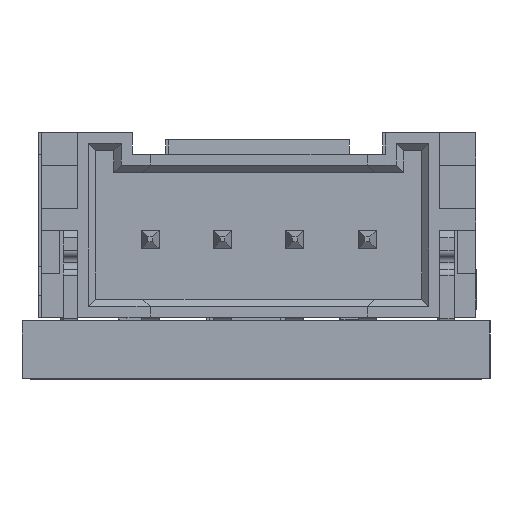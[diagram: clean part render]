
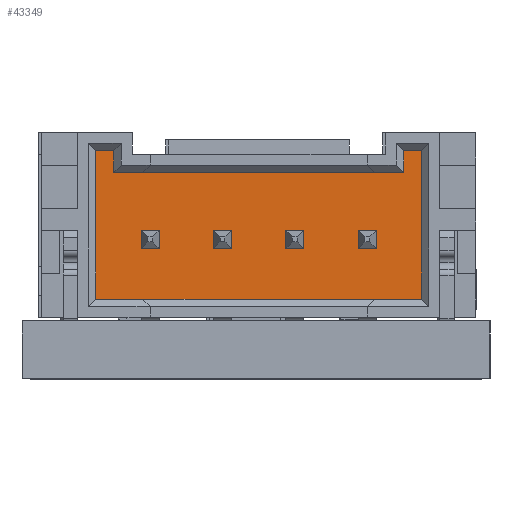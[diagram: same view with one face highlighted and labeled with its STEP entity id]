
A CAD part, left-side view. The second image highlights one B-rep face of the part: STEP entity #43349.
In plain terms, the highlighted face is planar.
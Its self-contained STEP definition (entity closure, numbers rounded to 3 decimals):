
#43042 = VERTEX_POINT('',#43043);
#43043 = CARTESIAN_POINT('',(-4.005,0.55,
    4.7));
#43060 = VERTEX_POINT('',#43061);
#43061 = CARTESIAN_POINT('',(-4.505,0.55,
    4.7));
#43067 = EDGE_CURVE('',#43060,#43042,#43068,.T.);
#43068 = LINE('',#43069,#43070);
#43069 = CARTESIAN_POINT('',(-4.005,0.55,
    4.7));
#43070 = VECTOR('',#43071,1.);
#43071 = DIRECTION('',(1.,0.,0.));
#43082 = VERTEX_POINT('',#43083);
#43083 = CARTESIAN_POINT('',(-4.005,0.55,
    4.1));
#43098 = EDGE_CURVE('',#43042,#43082,#43099,.T.);
#43099 = LINE('',#43100,#43101);
#43100 = CARTESIAN_POINT('',(-4.005,0.55,
    4.1));
#43101 = VECTOR('',#43102,1.);
#43102 = DIRECTION('',(0.,0.,-1.));
#43113 = VERTEX_POINT('',#43114);
#43114 = CARTESIAN_POINT('',(3.995,0.55,
    4.1));
#43161 = EDGE_CURVE('',#43082,#43113,#43162,.T.);
#43162 = LINE('',#43163,#43164);
#43163 = CARTESIAN_POINT('',(3.995,0.55,
    4.1));
#43164 = VECTOR('',#43165,1.);
#43165 = DIRECTION('',(1.,0.,0.));
#43176 = VERTEX_POINT('',#43177);
#43177 = CARTESIAN_POINT('',(3.995,0.55,
    4.7));
#43192 = EDGE_CURVE('',#43113,#43176,#43193,.T.);
#43193 = LINE('',#43194,#43195);
#43194 = CARTESIAN_POINT('',(3.995,0.55,
    4.7));
#43195 = VECTOR('',#43196,1.);
#43196 = DIRECTION('',(0.,0.,1.));
#43207 = VERTEX_POINT('',#43208);
#43208 = CARTESIAN_POINT('',(4.495,0.55,
    4.7));
#43223 = EDGE_CURVE('',#43176,#43207,#43224,.T.);
#43224 = LINE('',#43225,#43226);
#43225 = CARTESIAN_POINT('',(4.495,0.55,
    4.7));
#43226 = VECTOR('',#43227,1.);
#43227 = DIRECTION('',(1.,0.,0.));
#43238 = VERTEX_POINT('',#43239);
#43239 = CARTESIAN_POINT('',(4.495,0.55,
    0.6));
#43254 = EDGE_CURVE('',#43207,#43238,#43255,.T.);
#43255 = LINE('',#43256,#43257);
#43256 = CARTESIAN_POINT('',(4.495,0.55,
    0.6));
#43257 = VECTOR('',#43258,1.);
#43258 = DIRECTION('',(0.,0.,-1.));
#43285 = EDGE_CURVE('',#43238,#43286,#43288,.T.);
#43286 = VERTEX_POINT('',#43287);
#43287 = CARTESIAN_POINT('',(-4.505,0.55,
    0.6));
#43288 = LINE('',#43289,#43290);
#43289 = CARTESIAN_POINT('',(-4.505,0.55,
    0.6));
#43290 = VECTOR('',#43291,1.);
#43291 = DIRECTION('',(-1.,0.,0.));
#43339 = EDGE_CURVE('',#43286,#43060,#43340,.T.);
#43340 = LINE('',#43341,#43342);
#43341 = CARTESIAN_POINT('',(-4.505,0.55,
    4.7));
#43342 = VECTOR('',#43343,1.);
#43343 = DIRECTION('',(0.,0.,1.));
#43349 = ADVANCED_FACE('',(#43350,#43384,#43418,#43452,#43486),#43496,
  .T.);
#43350 = FACE_BOUND('',#43351,.T.);
#43351 = EDGE_LOOP('',(#43352,#43362,#43370,#43378));
#43352 = ORIENTED_EDGE('',*,*,#43353,.F.);
#43353 = EDGE_CURVE('',#43354,#43356,#43358,.T.);
#43354 = VERTEX_POINT('',#43355);
#43355 = CARTESIAN_POINT('',(3.245,0.55,
    2.));
#43356 = VERTEX_POINT('',#43357);
#43357 = CARTESIAN_POINT('',(3.245,0.55,
    2.5));
#43358 = LINE('',#43359,#43360);
#43359 = CARTESIAN_POINT('',(3.245,0.55,
    5.2));
#43360 = VECTOR('',#43361,1.);
#43361 = DIRECTION('',(0.,0.,1.));
#43362 = ORIENTED_EDGE('',*,*,#43363,.T.);
#43363 = EDGE_CURVE('',#43354,#43364,#43366,.T.);
#43364 = VERTEX_POINT('',#43365);
#43365 = CARTESIAN_POINT('',(2.745,0.55,
    2.));
#43366 = LINE('',#43367,#43368);
#43367 = CARTESIAN_POINT('',(-6.005,0.55,
    2.));
#43368 = VECTOR('',#43369,1.);
#43369 = DIRECTION('',(-1.,0.,0.));
#43370 = ORIENTED_EDGE('',*,*,#43371,.T.);
#43371 = EDGE_CURVE('',#43364,#43372,#43374,.T.);
#43372 = VERTEX_POINT('',#43373);
#43373 = CARTESIAN_POINT('',(2.745,0.55,
    2.5));
#43374 = LINE('',#43375,#43376);
#43375 = CARTESIAN_POINT('',(2.745,0.55,
    5.2));
#43376 = VECTOR('',#43377,1.);
#43377 = DIRECTION('',(0.,0.,1.));
#43378 = ORIENTED_EDGE('',*,*,#43379,.F.);
#43379 = EDGE_CURVE('',#43356,#43372,#43380,.T.);
#43380 = LINE('',#43381,#43382);
#43381 = CARTESIAN_POINT('',(-6.005,0.55,
    2.5));
#43382 = VECTOR('',#43383,1.);
#43383 = DIRECTION('',(-1.,0.,0.));
#43384 = FACE_BOUND('',#43385,.T.);
#43385 = EDGE_LOOP('',(#43386,#43396,#43404,#43412));
#43386 = ORIENTED_EDGE('',*,*,#43387,.F.);
#43387 = EDGE_CURVE('',#43388,#43390,#43392,.T.);
#43388 = VERTEX_POINT('',#43389);
#43389 = CARTESIAN_POINT('',(-2.755,0.55,
    2.));
#43390 = VERTEX_POINT('',#43391);
#43391 = CARTESIAN_POINT('',(-2.755,0.55,
    2.5));
#43392 = LINE('',#43393,#43394);
#43393 = CARTESIAN_POINT('',(-2.755,0.55,
    5.2));
#43394 = VECTOR('',#43395,1.);
#43395 = DIRECTION('',(0.,0.,1.));
#43396 = ORIENTED_EDGE('',*,*,#43397,.T.);
#43397 = EDGE_CURVE('',#43388,#43398,#43400,.T.);
#43398 = VERTEX_POINT('',#43399);
#43399 = CARTESIAN_POINT('',(-3.255,0.55,
    2.));
#43400 = LINE('',#43401,#43402);
#43401 = CARTESIAN_POINT('',(-6.005,0.55,
    2.));
#43402 = VECTOR('',#43403,1.);
#43403 = DIRECTION('',(-1.,0.,0.));
#43404 = ORIENTED_EDGE('',*,*,#43405,.T.);
#43405 = EDGE_CURVE('',#43398,#43406,#43408,.T.);
#43406 = VERTEX_POINT('',#43407);
#43407 = CARTESIAN_POINT('',(-3.255,0.55,
    2.5));
#43408 = LINE('',#43409,#43410);
#43409 = CARTESIAN_POINT('',(-3.255,0.55,
    5.2));
#43410 = VECTOR('',#43411,1.);
#43411 = DIRECTION('',(0.,0.,1.));
#43412 = ORIENTED_EDGE('',*,*,#43413,.F.);
#43413 = EDGE_CURVE('',#43390,#43406,#43414,.T.);
#43414 = LINE('',#43415,#43416);
#43415 = CARTESIAN_POINT('',(-6.005,0.55,
    2.5));
#43416 = VECTOR('',#43417,1.);
#43417 = DIRECTION('',(-1.,0.,0.));
#43418 = FACE_BOUND('',#43419,.T.);
#43419 = EDGE_LOOP('',(#43420,#43430,#43438,#43446));
#43420 = ORIENTED_EDGE('',*,*,#43421,.F.);
#43421 = EDGE_CURVE('',#43422,#43424,#43426,.T.);
#43422 = VERTEX_POINT('',#43423);
#43423 = CARTESIAN_POINT('',(-0.755,0.55,
    2.));
#43424 = VERTEX_POINT('',#43425);
#43425 = CARTESIAN_POINT('',(-0.755,0.55,
    2.5));
#43426 = LINE('',#43427,#43428);
#43427 = CARTESIAN_POINT('',(-0.755,0.55,
    5.2));
#43428 = VECTOR('',#43429,1.);
#43429 = DIRECTION('',(0.,0.,1.));
#43430 = ORIENTED_EDGE('',*,*,#43431,.T.);
#43431 = EDGE_CURVE('',#43422,#43432,#43434,.T.);
#43432 = VERTEX_POINT('',#43433);
#43433 = CARTESIAN_POINT('',(-1.255,0.55,
    2.));
#43434 = LINE('',#43435,#43436);
#43435 = CARTESIAN_POINT('',(-6.005,0.55,
    2.));
#43436 = VECTOR('',#43437,1.);
#43437 = DIRECTION('',(-1.,0.,0.));
#43438 = ORIENTED_EDGE('',*,*,#43439,.T.);
#43439 = EDGE_CURVE('',#43432,#43440,#43442,.T.);
#43440 = VERTEX_POINT('',#43441);
#43441 = CARTESIAN_POINT('',(-1.255,0.55,
    2.5));
#43442 = LINE('',#43443,#43444);
#43443 = CARTESIAN_POINT('',(-1.255,0.55,
    5.2));
#43444 = VECTOR('',#43445,1.);
#43445 = DIRECTION('',(0.,0.,1.));
#43446 = ORIENTED_EDGE('',*,*,#43447,.F.);
#43447 = EDGE_CURVE('',#43424,#43440,#43448,.T.);
#43448 = LINE('',#43449,#43450);
#43449 = CARTESIAN_POINT('',(-6.005,0.55,
    2.5));
#43450 = VECTOR('',#43451,1.);
#43451 = DIRECTION('',(-1.,0.,0.));
#43452 = FACE_BOUND('',#43453,.T.);
#43453 = EDGE_LOOP('',(#43454,#43464,#43472,#43480));
#43454 = ORIENTED_EDGE('',*,*,#43455,.F.);
#43455 = EDGE_CURVE('',#43456,#43458,#43460,.T.);
#43456 = VERTEX_POINT('',#43457);
#43457 = CARTESIAN_POINT('',(1.245,0.55,
    2.));
#43458 = VERTEX_POINT('',#43459);
#43459 = CARTESIAN_POINT('',(1.245,0.55,
    2.5));
#43460 = LINE('',#43461,#43462);
#43461 = CARTESIAN_POINT('',(1.245,0.55,
    5.2));
#43462 = VECTOR('',#43463,1.);
#43463 = DIRECTION('',(0.,0.,1.));
#43464 = ORIENTED_EDGE('',*,*,#43465,.T.);
#43465 = EDGE_CURVE('',#43456,#43466,#43468,.T.);
#43466 = VERTEX_POINT('',#43467);
#43467 = CARTESIAN_POINT('',(0.745,0.55,
    2.));
#43468 = LINE('',#43469,#43470);
#43469 = CARTESIAN_POINT('',(-6.005,0.55,
    2.));
#43470 = VECTOR('',#43471,1.);
#43471 = DIRECTION('',(-1.,0.,0.));
#43472 = ORIENTED_EDGE('',*,*,#43473,.T.);
#43473 = EDGE_CURVE('',#43466,#43474,#43476,.T.);
#43474 = VERTEX_POINT('',#43475);
#43475 = CARTESIAN_POINT('',(0.745,0.55,
    2.5));
#43476 = LINE('',#43477,#43478);
#43477 = CARTESIAN_POINT('',(0.745,0.55,
    5.2));
#43478 = VECTOR('',#43479,1.);
#43479 = DIRECTION('',(0.,0.,1.));
#43480 = ORIENTED_EDGE('',*,*,#43481,.F.);
#43481 = EDGE_CURVE('',#43458,#43474,#43482,.T.);
#43482 = LINE('',#43483,#43484);
#43483 = CARTESIAN_POINT('',(-6.005,0.55,
    2.5));
#43484 = VECTOR('',#43485,1.);
#43485 = DIRECTION('',(-1.,0.,0.));
#43486 = FACE_BOUND('',#43487,.T.);
#43487 = EDGE_LOOP('',(#43488,#43489,#43490,#43491,#43492,#43493,#43494,
    #43495));
#43488 = ORIENTED_EDGE('',*,*,#43067,.F.);
#43489 = ORIENTED_EDGE('',*,*,#43339,.F.);
#43490 = ORIENTED_EDGE('',*,*,#43285,.F.);
#43491 = ORIENTED_EDGE('',*,*,#43254,.F.);
#43492 = ORIENTED_EDGE('',*,*,#43223,.F.);
#43493 = ORIENTED_EDGE('',*,*,#43192,.F.);
#43494 = ORIENTED_EDGE('',*,*,#43161,.F.);
#43495 = ORIENTED_EDGE('',*,*,#43098,.F.);
#43496 = PLANE('',#43497);
#43497 = AXIS2_PLACEMENT_3D('',#43498,#43499,#43500);
#43498 = CARTESIAN_POINT('',(-6.005,0.55,
    5.2));
#43499 = DIRECTION('',(0.,-1.,0.));
#43500 = DIRECTION('',(0.,0.,-1.));
